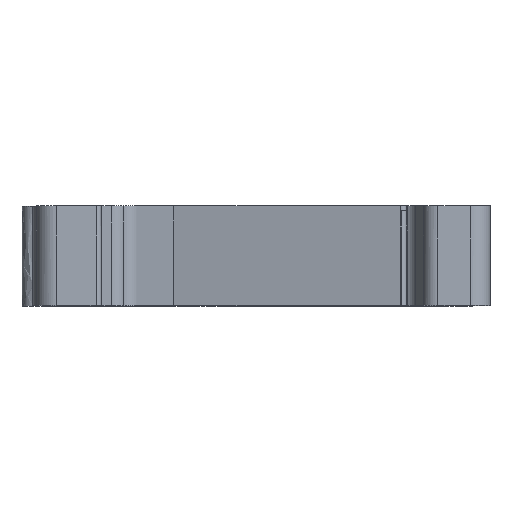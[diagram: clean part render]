
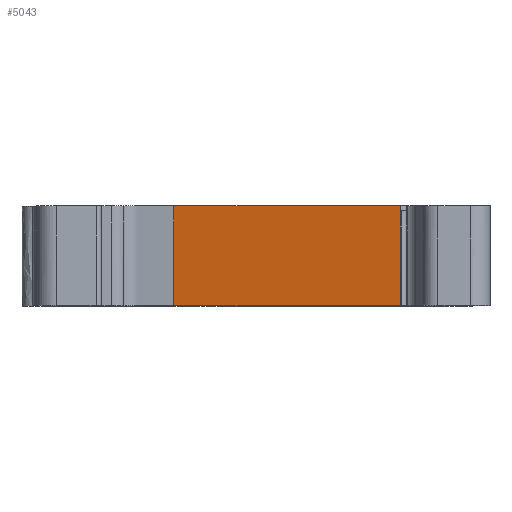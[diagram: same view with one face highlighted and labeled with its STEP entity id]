
A CAD part, top view. The second image highlights one B-rep face of the part: STEP entity #5043.
In plain terms, the highlighted planar face has unit normal (-0.206, 0, 0.979).
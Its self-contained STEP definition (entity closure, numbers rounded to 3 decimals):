
#826 = CARTESIAN_POINT ( 'NONE',  ( 15.101, -43.669, 37.814 ) ) ;
#829 = LINE ( 'NONE', #826, #10266 ) ;
#837 = DIRECTION ( 'NONE',  ( 0., 1., 0. ) ) ;
#852 = LINE ( 'NONE', #911, #10270 ) ;
#885 = LINE ( 'NONE', #898, #10238 ) ;
#898 = CARTESIAN_POINT ( 'NONE',  ( 3.333, -0.101, 35.337 ) ) ;
#899 = DIRECTION ( 'NONE',  ( 0., 1., 0. ) ) ;
#900 = DIRECTION ( 'NONE',  ( -0.979, 0., -0.206 ) ) ;
#911 = CARTESIAN_POINT ( 'NONE',  ( 15.101, -43.669, 37.814 ) ) ;
#3300 = DIRECTION ( 'NONE',  ( -0.206, 0., 0.979 ) ) ;
#3303 = DIRECTION ( 'NONE',  ( 0.979, 0., 0.206 ) ) ;
#3346 = FACE_OUTER_BOUND ( 'NONE', #5587, .T. ) ;
#3347 = PLANE ( 'NONE',  #4850 ) ;
#3350 = CARTESIAN_POINT ( 'NONE',  ( 3.333, -43.669, 35.337 ) ) ;
#4850 = AXIS2_PLACEMENT_3D ( 'NONE', #3350, #3300, #3303 ) ;
#5043 = ADVANCED_FACE ( 'NONE', ( #3346 ), #3347, .T. ) ;
#5587 = EDGE_LOOP ( 'NONE', ( #14869, #14905, #14876, #14911, #14908 ) ) ;
#6933 = CARTESIAN_POINT ( 'NONE',  ( 15.101, -0.601, 37.814 ) ) ;
#6942 = CARTESIAN_POINT ( 'NONE',  ( 15.101, -9.901, 37.814 ) ) ;
#7057 = CARTESIAN_POINT ( 'NONE',  ( 15.101, -0.101, 37.814 ) ) ;
#7061 = CARTESIAN_POINT ( 'NONE',  ( -7.214, -0.101, 33.118 ) ) ;
#7075 = CARTESIAN_POINT ( 'NONE',  ( -7.214, -9.901, 33.118 ) ) ;
#10238 = VECTOR ( 'NONE', #900, 1000. ) ;
#10266 = VECTOR ( 'NONE', #837, 1000. ) ;
#10270 = VECTOR ( 'NONE', #899, 1000. ) ;
#10376 = VECTOR ( 'NONE', #12848, 1000. ) ;
#10399 = VECTOR ( 'NONE', #13043, 1000. ) ;
#11399 = VERTEX_POINT ( 'NONE', #6933 ) ;
#11467 = VERTEX_POINT ( 'NONE', #6942 ) ;
#11530 = VERTEX_POINT ( 'NONE', #7061 ) ;
#11553 = VERTEX_POINT ( 'NONE', #7057 ) ;
#11613 = VERTEX_POINT ( 'NONE', #7075 ) ;
#11975 = EDGE_CURVE ( 'NONE', #11467, #11399, #829, .T. ) ;
#11983 = EDGE_CURVE ( 'NONE', #11399, #11553, #852, .T. ) ;
#11993 = EDGE_CURVE ( 'NONE', #11553, #11530, #885, .T. ) ;
#12117 = EDGE_CURVE ( 'NONE', #11613, #11467, #12869, .T. ) ;
#12164 = EDGE_CURVE ( 'NONE', #11530, #11613, #13045, .T. ) ;
#12834 = CARTESIAN_POINT ( 'NONE',  ( -7.214, -9.901, 33.118 ) ) ;
#12848 = DIRECTION ( 'NONE',  ( 0.979, 0., 0.206 ) ) ;
#12869 = LINE ( 'NONE', #12834, #10376 ) ;
#13042 = CARTESIAN_POINT ( 'NONE',  ( -7.214, -43.669, 33.118 ) ) ;
#13043 = DIRECTION ( 'NONE',  ( 0., -1., 0. ) ) ;
#13045 = LINE ( 'NONE', #13042, #10399 ) ;
#14869 = ORIENTED_EDGE ( 'NONE', *, *, #12117, .T. ) ;
#14876 = ORIENTED_EDGE ( 'NONE', *, *, #11983, .T. ) ;
#14905 = ORIENTED_EDGE ( 'NONE', *, *, #11975, .T. ) ;
#14908 = ORIENTED_EDGE ( 'NONE', *, *, #12164, .T. ) ;
#14911 = ORIENTED_EDGE ( 'NONE', *, *, #11993, .T. ) ;
